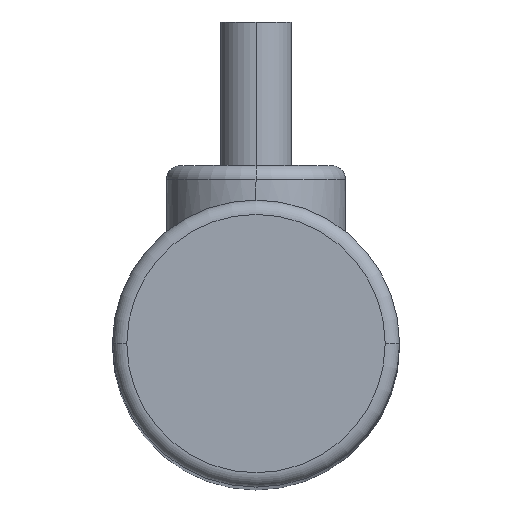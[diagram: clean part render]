
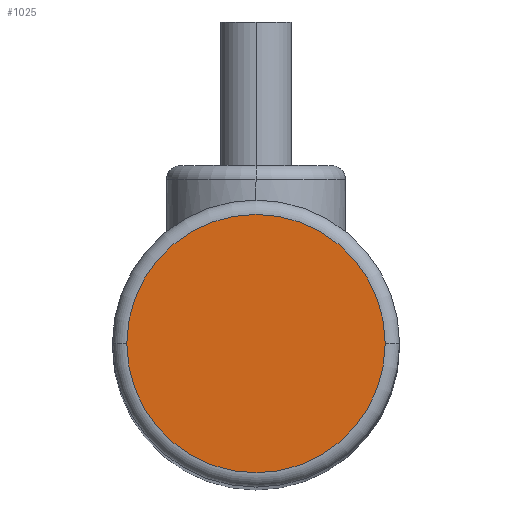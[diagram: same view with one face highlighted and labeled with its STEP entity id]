
A CAD part, top view. The second image highlights one B-rep face of the part: STEP entity #1025.
In plain terms, the highlighted planar face has unit normal (0, 0, 1).
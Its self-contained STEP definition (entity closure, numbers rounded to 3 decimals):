
#73 = VERTEX_POINT ( 'NONE', #131 ) ;
#78 = VERTEX_POINT ( 'NONE', #93 ) ;
#93 = CARTESIAN_POINT ( 'NONE',  ( -18., 0., 230. ) ) ;
#131 = CARTESIAN_POINT ( 'NONE',  ( 18., 0., 230. ) ) ;
#138 = CARTESIAN_POINT ( 'NONE',  ( 0., 0., 230. ) ) ;
#140 = DIRECTION ( 'NONE',  ( 0., 0., 1. ) ) ;
#141 = DIRECTION ( 'NONE',  ( 1., 0., 0. ) ) ;
#241 = AXIS2_PLACEMENT_3D ( 'NONE', #138, #140, #141 ) ;
#259 = AXIS2_PLACEMENT_3D ( 'NONE', #470, #504, #485 ) ;
#278 = AXIS2_PLACEMENT_3D ( 'NONE', #615, #627, #645 ) ;
#325 = EDGE_CURVE ( 'NONE', #73, #78, #872, .T. ) ;
#353 = EDGE_CURVE ( 'NONE', #78, #73, #892, .T. ) ;
#470 = CARTESIAN_POINT ( 'NONE',  ( 0., 0., 230. ) ) ;
#485 = DIRECTION ( 'NONE',  ( 1., 0., 0. ) ) ;
#504 = DIRECTION ( 'NONE',  ( 0., 0., 1. ) ) ;
#583 = PLANE ( 'NONE',  #278 ) ;
#615 = CARTESIAN_POINT ( 'NONE',  ( 0., 0., 230. ) ) ;
#627 = DIRECTION ( 'NONE',  ( 0., 0., 1. ) ) ;
#645 = DIRECTION ( 'NONE',  ( 1., 0., 0. ) ) ;
#665 = EDGE_LOOP ( 'NONE', ( #769, #724 ) ) ;
#724 = ORIENTED_EDGE ( 'NONE', *, *, #353, .T. ) ;
#769 = ORIENTED_EDGE ( 'NONE', *, *, #325, .T. ) ;
#872 = CIRCLE ( 'NONE', #241, 18. ) ;
#892 = CIRCLE ( 'NONE', #259, 18. ) ;
#939 = FACE_OUTER_BOUND ( 'NONE', #665, .T. ) ;
#1025 = ADVANCED_FACE ( 'NONE', ( #939 ), #583, .T. ) ;
